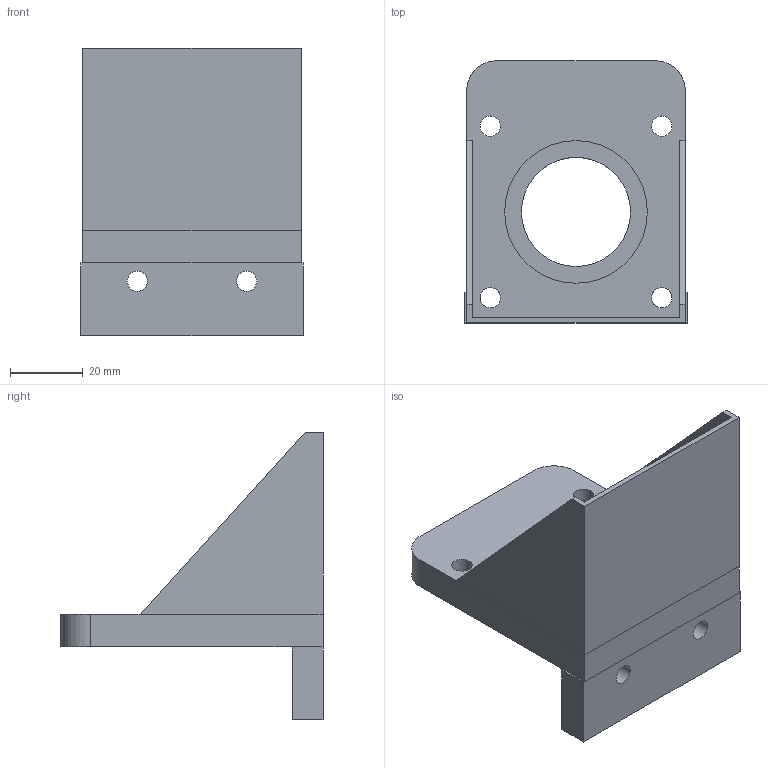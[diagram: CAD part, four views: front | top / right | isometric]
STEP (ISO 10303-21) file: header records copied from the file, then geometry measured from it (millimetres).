
FILE_DESCRIPTION(('FreeCAD Model'),'2;1');
FILE_NAME('Open CASCADE Shape Model','2025-03-18T20:55:08',(''),(''), 'Open CASCADE STEP processor 7.8','FreeCAD','Unknown');
FILE_SCHEMA(('AUTOMOTIVE_DESIGN { 1 0 10303 214 1 1 1 1 }'));
Length unit declared in the file: millimetre
Products named in the file (1): MotorPlate
Bounding box: 61 x 72 x 79 mm (x, y, z)
Volume: 47580.2 mm3; surface area: 25409.6 mm2
Topology: 1 solids, 1 shells, 45 faces, 116 edges, 72 vertices
Faces by surface type: plane 31, cylinder 14
Full cylindrical faces by diameter (mm): 5.5 x2, 5.6 x4, 30 x1, 39.2 x1
Entity records: 2925 total; most frequent: CARTESIAN_POINT 484, DIRECTION 471, LINE 278, VECTOR 278, ORIENTED_EDGE 232, PCURVE 232, DEFINITIONAL_REPRESENTATION 232, EDGE_CURVE 116
